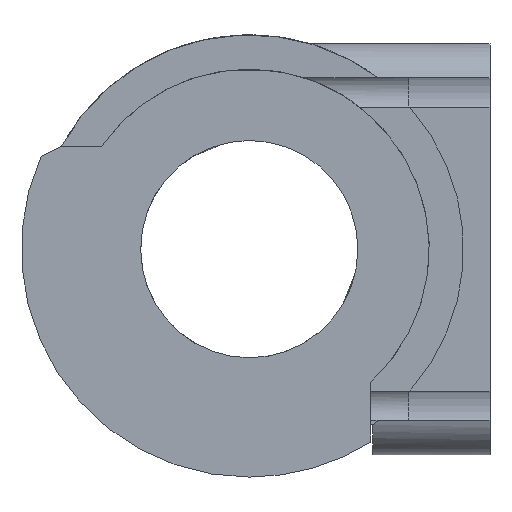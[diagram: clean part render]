
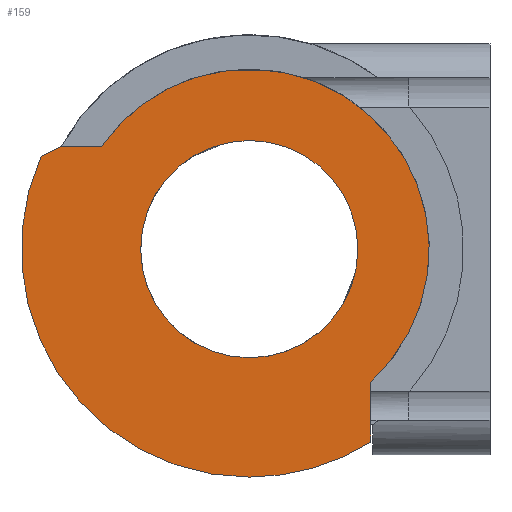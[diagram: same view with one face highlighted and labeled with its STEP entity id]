
A CAD part, front view. The second image highlights one B-rep face of the part: STEP entity #159.
In plain terms, the highlighted planar face has unit normal (0, -1, 0).
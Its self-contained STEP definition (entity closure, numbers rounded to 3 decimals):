
#58 = DIRECTION ( 'NONE',  ( 0., 0., -1. ) ) ;
#151 = DIRECTION ( 'NONE',  ( 0., 0., 1. ) ) ;
#158 = ORIENTED_EDGE ( 'NONE', *, *, #958, .T. ) ;
#159 = ADVANCED_FACE ( 'NONE', ( #805, #2634 ), #794, .T. ) ;
#167 = VERTEX_POINT ( 'NONE', #1965 ) ;
#217 = CARTESIAN_POINT ( 'NONE',  ( -4.366, -8.046, -2.281 ) ) ;
#289 = EDGE_CURVE ( 'NONE', #1608, #1330, #1761, .T. ) ;
#296 = DIRECTION ( 'NONE',  ( 0., -1., 0. ) ) ;
#330 = DIRECTION ( 'NONE',  ( 0., 0., -1. ) ) ;
#332 = VERTEX_POINT ( 'NONE', #1045 ) ;
#338 = EDGE_CURVE ( 'NONE', #332, #2938, #2893, .T. ) ;
#523 = DIRECTION ( 'NONE',  ( -1., 0., 0. ) ) ;
#565 = EDGE_CURVE ( 'NONE', #1049, #1705, #1098, .T. ) ;
#578 = EDGE_CURVE ( 'NONE', #1217, #1049, #1644, .T. ) ;
#583 = DIRECTION ( 'NONE',  ( 0., -1., 0. ) ) ;
#617 = EDGE_CURVE ( 'NONE', #2766, #167, #2742, .T. ) ;
#618 = CARTESIAN_POINT ( 'NONE',  ( 20.434, -8.046, -41.734 ) ) ;
#621 = CARTESIAN_POINT ( 'NONE',  ( 20.434, -8.046, -2.281 ) ) ;
#765 = DIRECTION ( 'NONE',  ( 0., -1., 0. ) ) ;
#768 = VECTOR ( 'NONE', #151, 1000. ) ;
#776 = CARTESIAN_POINT ( 'NONE',  ( -46.916, -8.046, 16.719 ) ) ;
#794 = PLANE ( 'NONE',  #2264 ) ;
#805 = FACE_BOUND ( 'NONE', #2510, .T. ) ;
#874 = VECTOR ( 'NONE', #523, 1000. ) ;
#958 = EDGE_CURVE ( 'NONE', #1330, #167, #1388, .T. ) ;
#974 = AXIS2_PLACEMENT_3D ( 'NONE', #2657, #1001, #330 ) ;
#1001 = DIRECTION ( 'NONE',  ( 0., -1., 0. ) ) ;
#1045 = CARTESIAN_POINT ( 'NONE',  ( -4.366, -8.046, 19.919 ) ) ;
#1049 = VERTEX_POINT ( 'NONE', #776 ) ;
#1060 = CARTESIAN_POINT ( 'NONE',  ( 20.434, -8.046, -41.734 ) ) ;
#1098 = CIRCLE ( 'NONE', #2951, 46.6 ) ;
#1163 = ORIENTED_EDGE ( 'NONE', *, *, #289, .T. ) ;
#1205 = VECTOR ( 'NONE', #1995, 1000. ) ;
#1217 = VERTEX_POINT ( 'NONE', #2723 ) ;
#1256 = CARTESIAN_POINT ( 'NONE',  ( -4.366, -8.046, -24.481 ) ) ;
#1259 = ORIENTED_EDGE ( 'NONE', *, *, #1885, .T. ) ;
#1306 = EDGE_CURVE ( 'NONE', #2938, #332, #1663, .T. ) ;
#1330 = VERTEX_POINT ( 'NONE', #2355 ) ;
#1388 = LINE ( 'NONE', #618, #768 ) ;
#1440 = DIRECTION ( 'NONE',  ( 0., 0., -1. ) ) ;
#1455 = DIRECTION ( 'NONE',  ( -0.899, 0., -0.437 ) ) ;
#1467 = CARTESIAN_POINT ( 'NONE',  ( -34.586, -8.046, 18.719 ) ) ;
#1471 = DIRECTION ( 'NONE',  ( 0., 0., -1. ) ) ;
#1480 = ORIENTED_EDGE ( 'NONE', *, *, #617, .F. ) ;
#1503 = LINE ( 'NONE', #1467, #874 ) ;
#1608 = VERTEX_POINT ( 'NONE', #1060 ) ;
#1632 = CIRCLE ( 'NONE', #974, 46.6 ) ;
#1637 = AXIS2_PLACEMENT_3D ( 'NONE', #2152, #2639, #1440 ) ;
#1644 = LINE ( 'NONE', #1918, #2746 ) ;
#1663 = CIRCLE ( 'NONE', #1683, 22.2 ) ;
#1683 = AXIS2_PLACEMENT_3D ( 'NONE', #217, #2562, #1847 ) ;
#1705 = VERTEX_POINT ( 'NONE', #1873 ) ;
#1724 = CARTESIAN_POINT ( 'NONE',  ( -4.366, -8.046, -2.281 ) ) ;
#1761 = LINE ( 'NONE', #621, #1205 ) ;
#1782 = ORIENTED_EDGE ( 'NONE', *, *, #578, .T. ) ;
#1847 = DIRECTION ( 'NONE',  ( 0., 0., -1. ) ) ;
#1873 = CARTESIAN_POINT ( 'NONE',  ( -4.366, -8.046, -48.881 ) ) ;
#1885 = EDGE_CURVE ( 'NONE', #2766, #1217, #1503, .T. ) ;
#1918 = CARTESIAN_POINT ( 'NONE',  ( -19.974, -8.046, 29.819 ) ) ;
#1965 = CARTESIAN_POINT ( 'NONE',  ( 20.434, -8.046, -29.469 ) ) ;
#1987 = CARTESIAN_POINT ( 'NONE',  ( -4.366, -8.046, -2.281 ) ) ;
#1995 = DIRECTION ( 'NONE',  ( 0., 0., 1. ) ) ;
#2152 = CARTESIAN_POINT ( 'NONE',  ( -4.366, -8.046, -2.281 ) ) ;
#2157 = ORIENTED_EDGE ( 'NONE', *, *, #2872, .T. ) ;
#2165 = ORIENTED_EDGE ( 'NONE', *, *, #338, .F. ) ;
#2264 = AXIS2_PLACEMENT_3D ( 'NONE', #1724, #765, #1471 ) ;
#2277 = CARTESIAN_POINT ( 'NONE',  ( -34.586, -8.046, 18.719 ) ) ;
#2355 = CARTESIAN_POINT ( 'NONE',  ( 20.434, -8.046, -38.384 ) ) ;
#2510 = EDGE_LOOP ( 'NONE', ( #2774, #2165 ) ) ;
#2562 = DIRECTION ( 'NONE',  ( 0., -1., 0. ) ) ;
#2578 = AXIS2_PLACEMENT_3D ( 'NONE', #1987, #583, #2949 ) ;
#2598 = CARTESIAN_POINT ( 'NONE',  ( -4.366, -8.046, -2.281 ) ) ;
#2634 = FACE_OUTER_BOUND ( 'NONE', #2905, .T. ) ;
#2639 = DIRECTION ( 'NONE',  ( 0., 1., 0. ) ) ;
#2657 = CARTESIAN_POINT ( 'NONE',  ( -4.366, -8.046, -2.281 ) ) ;
#2719 = ORIENTED_EDGE ( 'NONE', *, *, #565, .T. ) ;
#2723 = CARTESIAN_POINT ( 'NONE',  ( -42.803, -8.046, 18.719 ) ) ;
#2742 = CIRCLE ( 'NONE', #1637, 36.8 ) ;
#2746 = VECTOR ( 'NONE', #1455, 1000. ) ;
#2766 = VERTEX_POINT ( 'NONE', #2277 ) ;
#2774 = ORIENTED_EDGE ( 'NONE', *, *, #1306, .F. ) ;
#2872 = EDGE_CURVE ( 'NONE', #1705, #1608, #1632, .T. ) ;
#2893 = CIRCLE ( 'NONE', #2578, 22.2 ) ;
#2905 = EDGE_LOOP ( 'NONE', ( #158, #1480, #1259, #1782, #2719, #2157, #1163 ) ) ;
#2938 = VERTEX_POINT ( 'NONE', #1256 ) ;
#2949 = DIRECTION ( 'NONE',  ( 0., 0., -1. ) ) ;
#2951 = AXIS2_PLACEMENT_3D ( 'NONE', #2598, #296, #58 ) ;
